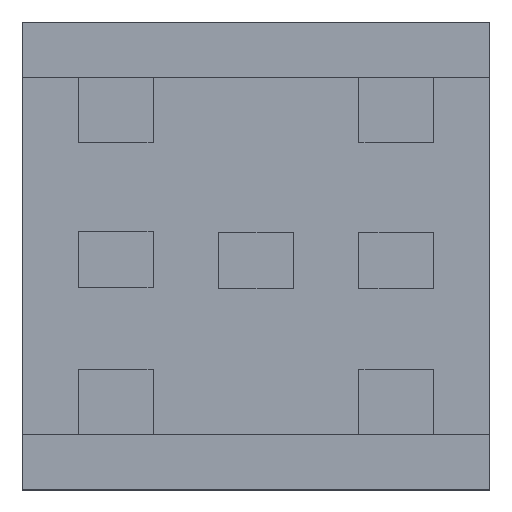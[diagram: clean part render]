
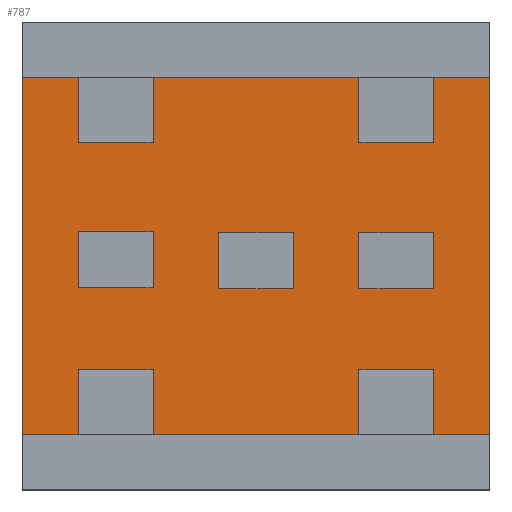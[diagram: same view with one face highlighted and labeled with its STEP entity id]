
A CAD part, top view. The second image highlights one B-rep face of the part: STEP entity #787.
In plain terms, the highlighted planar face has unit normal (0, 0, 1).
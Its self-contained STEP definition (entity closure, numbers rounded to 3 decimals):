
#15=FACE_BOUND('',#91,.T.);
#16=FACE_BOUND('',#92,.T.);
#17=FACE_BOUND('',#93,.T.);
#49=FACE_OUTER_BOUND('',#90,.T.);
#90=EDGE_LOOP('',(#647,#648,#649,#650,#651,#652,#653,#654,#655,#656,#657,
#658,#659,#660,#661,#662,#663,#664,#665,#666));
#91=EDGE_LOOP('',(#667,#668,#669,#670));
#92=EDGE_LOOP('',(#671,#672,#673,#674));
#93=EDGE_LOOP('',(#675,#676,#677,#678));
#112=LINE('',#1067,#220);
#116=LINE('',#1075,#224);
#120=LINE('',#1083,#228);
#122=LINE('',#1087,#230);
#127=LINE('',#1096,#235);
#131=LINE('',#1104,#239);
#135=LINE('',#1112,#243);
#140=LINE('',#1120,#248);
#144=LINE('',#1130,#252);
#147=LINE('',#1136,#255);
#150=LINE('',#1142,#258);
#153=LINE('',#1146,#261);
#156=LINE('',#1154,#264);
#159=LINE('',#1160,#267);
#162=LINE('',#1166,#270);
#165=LINE('',#1170,#273);
#168=LINE('',#1178,#276);
#171=LINE('',#1184,#279);
#174=LINE('',#1190,#282);
#177=LINE('',#1194,#285);
#180=LINE('',#1200,#288);
#182=LINE('',#1205,#290);
#185=LINE('',#1211,#293);
#188=LINE('',#1215,#296);
#190=LINE('',#1220,#298);
#193=LINE('',#1226,#301);
#196=LINE('',#1230,#304);
#198=LINE('',#1235,#306);
#201=LINE('',#1241,#309);
#204=LINE('',#1245,#312);
#206=LINE('',#1250,#314);
#209=LINE('',#1254,#317);
#220=VECTOR('',#869,10.);
#224=VECTOR('',#873,10.);
#228=VECTOR('',#877,10.);
#230=VECTOR('',#881,10.);
#235=VECTOR('',#888,10.);
#239=VECTOR('',#892,10.);
#243=VECTOR('',#896,10.);
#248=VECTOR('',#903,10.);
#252=VECTOR('',#911,10.);
#255=VECTOR('',#916,10.);
#258=VECTOR('',#921,10.);
#261=VECTOR('',#926,10.);
#264=VECTOR('',#931,10.);
#267=VECTOR('',#936,10.);
#270=VECTOR('',#941,10.);
#273=VECTOR('',#946,10.);
#276=VECTOR('',#951,10.);
#279=VECTOR('',#956,10.);
#282=VECTOR('',#961,10.);
#285=VECTOR('',#966,10.);
#288=VECTOR('',#971,10.);
#290=VECTOR('',#975,10.);
#293=VECTOR('',#980,10.);
#296=VECTOR('',#985,10.);
#298=VECTOR('',#989,10.);
#301=VECTOR('',#994,10.);
#304=VECTOR('',#999,10.);
#306=VECTOR('',#1003,10.);
#309=VECTOR('',#1008,10.);
#312=VECTOR('',#1013,10.);
#314=VECTOR('',#1017,10.);
#317=VECTOR('',#1022,10.);
#327=VERTEX_POINT('',#1064);
#328=VERTEX_POINT('',#1066);
#331=VERTEX_POINT('',#1072);
#332=VERTEX_POINT('',#1074);
#335=VERTEX_POINT('',#1080);
#336=VERTEX_POINT('',#1082);
#337=VERTEX_POINT('',#1086);
#340=VERTEX_POINT('',#1095);
#343=VERTEX_POINT('',#1101);
#344=VERTEX_POINT('',#1103);
#347=VERTEX_POINT('',#1109);
#348=VERTEX_POINT('',#1111);
#353=VERTEX_POINT('',#1127);
#354=VERTEX_POINT('',#1129);
#356=VERTEX_POINT('',#1135);
#358=VERTEX_POINT('',#1141);
#361=VERTEX_POINT('',#1151);
#362=VERTEX_POINT('',#1153);
#364=VERTEX_POINT('',#1159);
#366=VERTEX_POINT('',#1165);
#369=VERTEX_POINT('',#1175);
#370=VERTEX_POINT('',#1177);
#372=VERTEX_POINT('',#1183);
#374=VERTEX_POINT('',#1189);
#376=VERTEX_POINT('',#1198);
#378=VERTEX_POINT('',#1204);
#380=VERTEX_POINT('',#1210);
#382=VERTEX_POINT('',#1219);
#384=VERTEX_POINT('',#1225);
#386=VERTEX_POINT('',#1234);
#388=VERTEX_POINT('',#1240);
#390=VERTEX_POINT('',#1249);
#400=EDGE_CURVE('',#327,#328,#112,.T.);
#404=EDGE_CURVE('',#331,#332,#116,.T.);
#408=EDGE_CURVE('',#335,#336,#120,.T.);
#410=EDGE_CURVE('',#336,#337,#122,.T.);
#415=EDGE_CURVE('',#337,#340,#127,.T.);
#419=EDGE_CURVE('',#343,#344,#131,.T.);
#423=EDGE_CURVE('',#347,#348,#135,.T.);
#428=EDGE_CURVE('',#348,#327,#140,.T.);
#432=EDGE_CURVE('',#354,#353,#144,.T.);
#435=EDGE_CURVE('',#356,#354,#147,.T.);
#438=EDGE_CURVE('',#358,#356,#150,.T.);
#441=EDGE_CURVE('',#353,#358,#153,.T.);
#444=EDGE_CURVE('',#362,#361,#156,.T.);
#447=EDGE_CURVE('',#364,#362,#159,.T.);
#450=EDGE_CURVE('',#366,#364,#162,.T.);
#453=EDGE_CURVE('',#361,#366,#165,.T.);
#456=EDGE_CURVE('',#370,#369,#168,.T.);
#459=EDGE_CURVE('',#372,#370,#171,.T.);
#462=EDGE_CURVE('',#374,#372,#174,.T.);
#465=EDGE_CURVE('',#369,#374,#177,.T.);
#468=EDGE_CURVE('',#335,#376,#180,.T.);
#470=EDGE_CURVE('',#378,#340,#182,.T.);
#473=EDGE_CURVE('',#380,#378,#185,.T.);
#476=EDGE_CURVE('',#343,#380,#188,.T.);
#478=EDGE_CURVE('',#382,#344,#190,.T.);
#481=EDGE_CURVE('',#384,#382,#193,.T.);
#484=EDGE_CURVE('',#347,#384,#196,.T.);
#486=EDGE_CURVE('',#386,#328,#198,.T.);
#489=EDGE_CURVE('',#388,#386,#201,.T.);
#492=EDGE_CURVE('',#331,#388,#204,.T.);
#494=EDGE_CURVE('',#390,#332,#206,.T.);
#497=EDGE_CURVE('',#376,#390,#209,.T.);
#647=ORIENTED_EDGE('',*,*,#497,.T.);
#648=ORIENTED_EDGE('',*,*,#494,.T.);
#649=ORIENTED_EDGE('',*,*,#404,.F.);
#650=ORIENTED_EDGE('',*,*,#492,.T.);
#651=ORIENTED_EDGE('',*,*,#489,.T.);
#652=ORIENTED_EDGE('',*,*,#486,.T.);
#653=ORIENTED_EDGE('',*,*,#400,.F.);
#654=ORIENTED_EDGE('',*,*,#428,.F.);
#655=ORIENTED_EDGE('',*,*,#423,.F.);
#656=ORIENTED_EDGE('',*,*,#484,.T.);
#657=ORIENTED_EDGE('',*,*,#481,.T.);
#658=ORIENTED_EDGE('',*,*,#478,.T.);
#659=ORIENTED_EDGE('',*,*,#419,.F.);
#660=ORIENTED_EDGE('',*,*,#476,.T.);
#661=ORIENTED_EDGE('',*,*,#473,.T.);
#662=ORIENTED_EDGE('',*,*,#470,.T.);
#663=ORIENTED_EDGE('',*,*,#415,.F.);
#664=ORIENTED_EDGE('',*,*,#410,.F.);
#665=ORIENTED_EDGE('',*,*,#408,.F.);
#666=ORIENTED_EDGE('',*,*,#468,.T.);
#667=ORIENTED_EDGE('',*,*,#465,.T.);
#668=ORIENTED_EDGE('',*,*,#462,.T.);
#669=ORIENTED_EDGE('',*,*,#459,.T.);
#670=ORIENTED_EDGE('',*,*,#456,.T.);
#671=ORIENTED_EDGE('',*,*,#453,.T.);
#672=ORIENTED_EDGE('',*,*,#450,.T.);
#673=ORIENTED_EDGE('',*,*,#447,.T.);
#674=ORIENTED_EDGE('',*,*,#444,.T.);
#675=ORIENTED_EDGE('',*,*,#441,.T.);
#676=ORIENTED_EDGE('',*,*,#438,.T.);
#677=ORIENTED_EDGE('',*,*,#435,.T.);
#678=ORIENTED_EDGE('',*,*,#432,.T.);
#746=PLANE('',#842);
#787=ADVANCED_FACE('',(#49,#15,#16,#17),#746,.T.);
#842=AXIS2_PLACEMENT_3D('',#1255,#1023,#1024);
#869=DIRECTION('',(-1.,0.,0.));
#873=DIRECTION('',(-1.,0.,0.));
#877=DIRECTION('',(-1.,0.,0.));
#881=DIRECTION('',(0.,1.,0.));
#888=DIRECTION('',(1.,0.,0.));
#892=DIRECTION('',(1.,0.,0.));
#896=DIRECTION('',(1.,0.,0.));
#903=DIRECTION('',(0.,-1.,0.));
#911=DIRECTION('',(1.,0.,0.));
#916=DIRECTION('',(0.,1.,0.));
#921=DIRECTION('',(-1.,0.,0.));
#926=DIRECTION('',(0.,-1.,0.));
#931=DIRECTION('',(0.,-1.,0.));
#936=DIRECTION('',(1.,0.,0.));
#941=DIRECTION('',(0.,1.,0.));
#946=DIRECTION('',(-1.,0.,0.));
#951=DIRECTION('',(0.,-1.,0.));
#956=DIRECTION('',(1.,0.,0.));
#961=DIRECTION('',(0.,1.,0.));
#966=DIRECTION('',(-1.,0.,0.));
#971=DIRECTION('',(0.,1.,0.));
#975=DIRECTION('',(0.,1.,0.));
#980=DIRECTION('',(-1.,0.,0.));
#985=DIRECTION('',(0.,-1.,0.));
#989=DIRECTION('',(0.,1.,0.));
#994=DIRECTION('',(-1.,0.,0.));
#999=DIRECTION('',(0.,-1.,0.));
#1003=DIRECTION('',(0.,-1.,0.));
#1008=DIRECTION('',(1.,0.,0.));
#1013=DIRECTION('',(0.,1.,0.));
#1017=DIRECTION('',(0.,-1.,0.));
#1022=DIRECTION('',(1.,0.,0.));
#1023=DIRECTION('center_axis',(0.,0.,1.));
#1024=DIRECTION('ref_axis',(1.,0.,0.));
#1064=CARTESIAN_POINT('',(23.5,2.95,2.));
#1066=CARTESIAN_POINT('',(20.5,2.95,2.));
#1067=CARTESIAN_POINT('',(17.25,2.95,2.));
#1072=CARTESIAN_POINT('',(16.5,2.95,2.));
#1074=CARTESIAN_POINT('',(5.5,2.95,2.));
#1075=CARTESIAN_POINT('',(17.25,2.95,2.));
#1080=CARTESIAN_POINT('',(1.5,2.95,2.));
#1082=CARTESIAN_POINT('',(-1.5,2.95,2.));
#1083=CARTESIAN_POINT('',(0.,2.95,2.));
#1086=CARTESIAN_POINT('',(-1.5,22.05,2.));
#1087=CARTESIAN_POINT('',(-1.5,2.95,2.));
#1095=CARTESIAN_POINT('',(1.5,22.05,2.));
#1096=CARTESIAN_POINT('',(5.75,22.05,2.));
#1101=CARTESIAN_POINT('',(5.5,22.05,2.));
#1103=CARTESIAN_POINT('',(16.5,22.05,2.));
#1104=CARTESIAN_POINT('',(5.75,22.05,2.));
#1109=CARTESIAN_POINT('',(20.5,22.05,2.));
#1111=CARTESIAN_POINT('',(23.5,22.05,2.));
#1112=CARTESIAN_POINT('',(23.,22.05,2.));
#1120=CARTESIAN_POINT('',(23.5,22.05,2.));
#1127=CARTESIAN_POINT('',(5.5,13.799,2.));
#1129=CARTESIAN_POINT('',(1.5,13.799,2.));
#1130=CARTESIAN_POINT('',(5.5,13.799,2.));
#1135=CARTESIAN_POINT('',(1.5,10.799,2.));
#1136=CARTESIAN_POINT('',(1.5,13.799,2.));
#1141=CARTESIAN_POINT('',(5.5,10.799,2.));
#1142=CARTESIAN_POINT('',(1.5,10.799,2.));
#1146=CARTESIAN_POINT('',(5.5,10.799,2.));
#1151=CARTESIAN_POINT('',(20.492,10.75,2.));
#1153=CARTESIAN_POINT('',(20.492,13.75,2.));
#1154=CARTESIAN_POINT('',(20.492,13.75,2.));
#1159=CARTESIAN_POINT('',(16.492,13.75,2.));
#1160=CARTESIAN_POINT('',(16.492,13.75,2.));
#1165=CARTESIAN_POINT('',(16.492,10.75,2.));
#1166=CARTESIAN_POINT('',(16.492,10.75,2.));
#1170=CARTESIAN_POINT('',(20.492,10.75,2.));
#1175=CARTESIAN_POINT('',(13.,10.75,2.));
#1177=CARTESIAN_POINT('',(13.,13.75,2.));
#1178=CARTESIAN_POINT('',(13.,13.75,2.));
#1183=CARTESIAN_POINT('',(9.,13.75,2.));
#1184=CARTESIAN_POINT('',(9.,13.75,2.));
#1189=CARTESIAN_POINT('',(9.,10.75,2.));
#1190=CARTESIAN_POINT('',(9.,10.75,2.));
#1194=CARTESIAN_POINT('',(13.,10.75,2.));
#1198=CARTESIAN_POINT('',(1.5,6.45,2.));
#1200=CARTESIAN_POINT('',(1.5,2.95,2.));
#1204=CARTESIAN_POINT('',(1.5,18.55,2.));
#1205=CARTESIAN_POINT('',(1.5,18.55,2.));
#1210=CARTESIAN_POINT('',(5.5,18.55,2.));
#1211=CARTESIAN_POINT('',(5.5,18.55,2.));
#1215=CARTESIAN_POINT('',(5.5,22.05,2.));
#1219=CARTESIAN_POINT('',(16.5,18.55,2.));
#1220=CARTESIAN_POINT('',(16.5,18.55,2.));
#1225=CARTESIAN_POINT('',(20.5,18.55,2.));
#1226=CARTESIAN_POINT('',(20.5,18.55,2.));
#1230=CARTESIAN_POINT('',(20.5,22.05,2.));
#1234=CARTESIAN_POINT('',(20.5,6.45,2.));
#1235=CARTESIAN_POINT('',(20.5,6.45,2.));
#1240=CARTESIAN_POINT('',(16.5,6.45,2.));
#1241=CARTESIAN_POINT('',(16.5,6.45,2.));
#1245=CARTESIAN_POINT('',(16.5,2.95,2.));
#1249=CARTESIAN_POINT('',(5.5,6.45,2.));
#1250=CARTESIAN_POINT('',(5.5,6.45,2.));
#1254=CARTESIAN_POINT('',(1.5,6.45,2.));
#1255=CARTESIAN_POINT('Origin',(11.5,12.5,2.));
